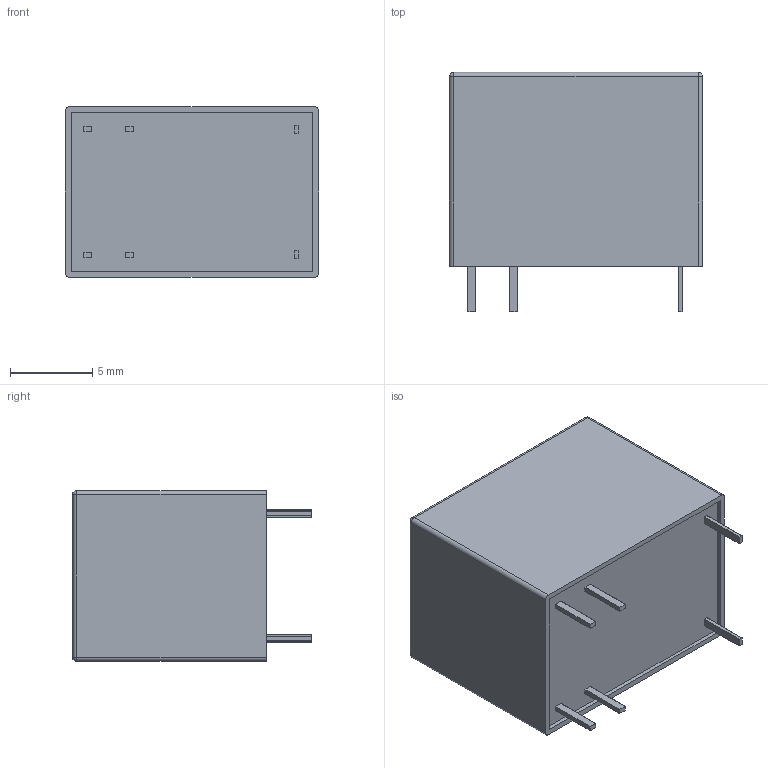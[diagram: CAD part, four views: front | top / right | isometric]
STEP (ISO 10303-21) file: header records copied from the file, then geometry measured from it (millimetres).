
FILE_DESCRIPTION (( 'STEP AP214' ), '1' );
FILE_NAME ('User Library-HK4100F.STEP', '2016-12-03T01:53:54', ( 'Windows User' ), ( '' ), 'SwSTEP 2.0', 'SolidWorks 2016', '' );
FILE_SCHEMA (( 'AUTOMOTIVE_DESIGN' ));
Length unit declared in the file: millimetre
Products named in the file (1): User Library-HK4100F
Bounding box: 15.4 x 14.56 x 10.4 mm (x, y, z)
Volume: 1854.4 mm3; surface area: 1361.8 mm2
Topology: 29 solids, 29 shells, 438 faces, 1123 edges, 740 vertices
Faces by surface type: plane 316, bspline 78, cylinder 38, sphere 4, torus 2
Entity records: 22400 total; most frequent: CARTESIAN_POINT 7502, ORIENTED_EDGE 2238, DIRECTION 1757, EDGE_CURVE 1119, LINE 887, VECTOR 887, VERTEX_POINT 740, EDGE_LOOP 447
